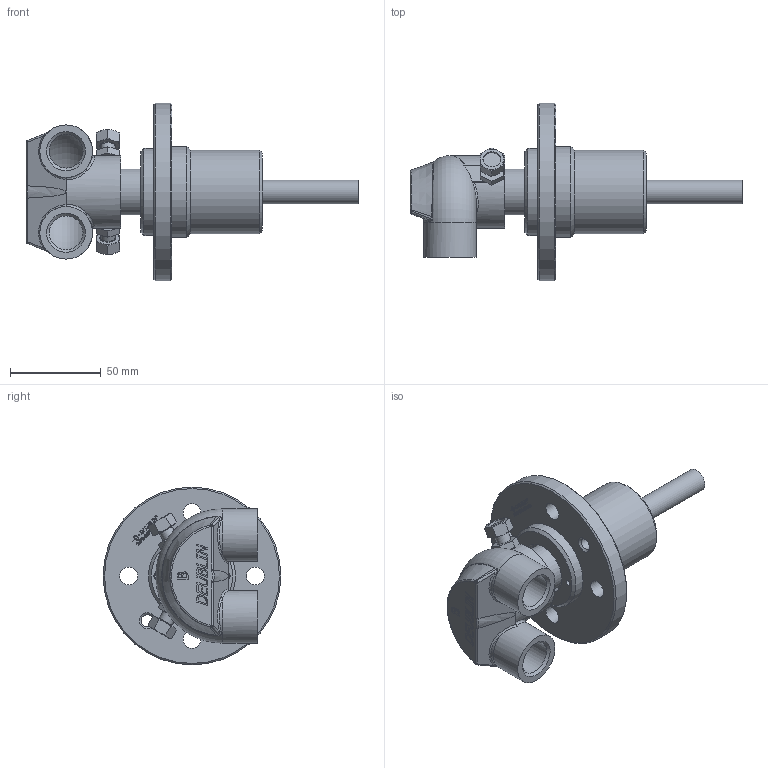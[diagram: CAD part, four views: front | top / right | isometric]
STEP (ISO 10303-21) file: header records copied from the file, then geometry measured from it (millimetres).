
FILE_DESCRIPTION(/* description */ (''),/* implementation_level */ '2;1');
FILE_NAME(/* name */ '2420-002-144180-IC.stp',/* time_stamp */ '2020-05-21T10:01:01-05:00',/* author */ ('GALINDOLM'),/* organization */ (''),/* preprocessor_version */ 'ST-DEVELOPER v18',/* originating_system */ 'Autodesk Inventor 2020',/* authorisation */ '');
FILE_SCHEMA (('AUTOMOTIVE_DESIGN { 1 0 10303 214 3 1 1 }'));
Length unit declared in the file: millimetre
Products named in the file (1): 2420-002-144180-IC
Bounding box: 183.12 x 98 x 98 mm (x, y, z)
Volume: 258662.2 mm3; surface area: 62469.4 mm2
Topology: 1 solids, 1 shells, 655 faces, 1719 edges, 1140 vertices
Faces by surface type: plane 348, bspline 215, cylinder 47, cone 39, torus 4, sphere 2
Full cylindrical faces by diameter (mm): 1.93 x2, 3 x2, 6.647 x2, 8 x2, 9.75 x2, 9.9 x4, 11 x1, 13 x1, 15.5 x1, 16.8 x1, 17.45 x1, 18.631 x2, 21.98 x1, 25.36 x1, 25.45 x1, 29 x2, 29.2 x1, 39.9 x1, 40 x1, 46 x1, 48 x1, 49.89 x1, 51.9 x1, 57.9 x1, 98 x1
Entity records: 23344 total; most frequent: CARTESIAN_POINT 8103, ORIENTED_EDGE 3426, DIRECTION 2381, EDGE_CURVE 1713, VERTEX_POINT 1140, LINE 1005, VECTOR 1005, EDGE_LOOP 747
